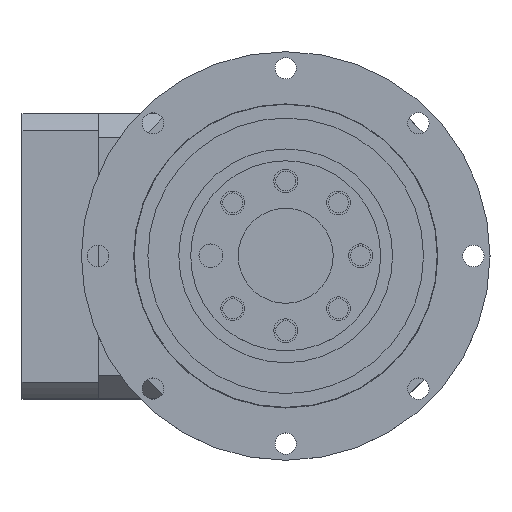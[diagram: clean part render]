
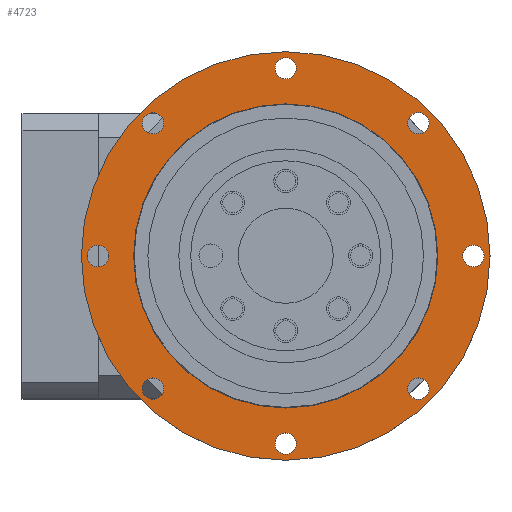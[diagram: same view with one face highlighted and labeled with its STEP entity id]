
A CAD part, top view. The second image highlights one B-rep face of the part: STEP entity #4723.
In plain terms, the highlighted planar face has unit normal (0, 0, 1).
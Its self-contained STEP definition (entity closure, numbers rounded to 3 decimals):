
#270=CARTESIAN_POINT('',(55.5,0.,73.5));
#271=DIRECTION('',(0.,0.,1.));
#272=DIRECTION('',(0.,-1.,0.));
#273=AXIS2_PLACEMENT_3D('',#270,#271,#272);
#280=CARTESIAN_POINT('',(55.5,0.,73.5));
#281=DIRECTION('',(0.,0.,-1.));
#282=DIRECTION('',(0.,-1.,0.));
#283=AXIS2_PLACEMENT_3D('',#280,#281,#282);
#285=CARTESIAN_POINT('',(55.5,0.,73.5));
#286=DIRECTION('',(0.,0.,-1.));
#287=DIRECTION('',(0.,1.,0.));
#288=AXIS2_PLACEMENT_3D('',#285,#286,#287);
#290=CARTESIAN_POINT('',(27.569,-27.931,73.5));
#291=DIRECTION('',(0.,0.,1.));
#292=DIRECTION('',(0.,1.,0.));
#293=AXIS2_PLACEMENT_3D('',#290,#291,#292);
#295=CARTESIAN_POINT('',(27.569,-27.931,73.5));
#296=DIRECTION('',(0.,0.,1.));
#297=DIRECTION('',(0.,-1.,0.));
#298=AXIS2_PLACEMENT_3D('',#295,#296,#297);
#300=CARTESIAN_POINT('',(16.,0.,73.5));
#301=DIRECTION('',(0.,0.,1.));
#302=DIRECTION('',(0.,1.,0.));
#303=AXIS2_PLACEMENT_3D('',#300,#301,#302);
#305=CARTESIAN_POINT('',(16.,0.,73.5));
#306=DIRECTION('',(0.,0.,1.));
#307=DIRECTION('',(0.,-1.,0.));
#308=AXIS2_PLACEMENT_3D('',#305,#306,#307);
#310=CARTESIAN_POINT('',(27.569,27.931,73.5));
#311=DIRECTION('',(0.,0.,1.));
#312=DIRECTION('',(0.,1.,0.));
#313=AXIS2_PLACEMENT_3D('',#310,#311,#312);
#315=CARTESIAN_POINT('',(27.569,27.931,73.5));
#316=DIRECTION('',(0.,0.,1.));
#317=DIRECTION('',(0.,-1.,0.));
#318=AXIS2_PLACEMENT_3D('',#315,#316,#317);
#320=CARTESIAN_POINT('',(55.5,39.5,73.5));
#321=DIRECTION('',(0.,0.,1.));
#322=DIRECTION('',(0.,1.,0.));
#323=AXIS2_PLACEMENT_3D('',#320,#321,#322);
#325=CARTESIAN_POINT('',(55.5,39.5,73.5));
#326=DIRECTION('',(0.,0.,1.));
#327=DIRECTION('',(0.,-1.,0.));
#328=AXIS2_PLACEMENT_3D('',#325,#326,#327);
#330=CARTESIAN_POINT('',(83.431,27.931,73.5));
#331=DIRECTION('',(0.,0.,1.));
#332=DIRECTION('',(0.,1.,0.));
#333=AXIS2_PLACEMENT_3D('',#330,#331,#332);
#335=CARTESIAN_POINT('',(83.431,27.931,73.5));
#336=DIRECTION('',(0.,0.,1.));
#337=DIRECTION('',(0.,-1.,0.));
#338=AXIS2_PLACEMENT_3D('',#335,#336,#337);
#340=CARTESIAN_POINT('',(95.,0.,73.5));
#341=DIRECTION('',(0.,0.,1.));
#342=DIRECTION('',(0.,1.,0.));
#343=AXIS2_PLACEMENT_3D('',#340,#341,#342);
#345=CARTESIAN_POINT('',(95.,0.,73.5));
#346=DIRECTION('',(0.,0.,1.));
#347=DIRECTION('',(0.,-1.,0.));
#348=AXIS2_PLACEMENT_3D('',#345,#346,#347);
#350=CARTESIAN_POINT('',(83.431,-27.931,73.5));
#351=DIRECTION('',(0.,0.,1.));
#352=DIRECTION('',(0.,1.,0.));
#353=AXIS2_PLACEMENT_3D('',#350,#351,#352);
#355=CARTESIAN_POINT('',(83.431,-27.931,73.5));
#356=DIRECTION('',(0.,0.,1.));
#357=DIRECTION('',(0.,-1.,0.));
#358=AXIS2_PLACEMENT_3D('',#355,#356,#357);
#360=CARTESIAN_POINT('',(55.5,-39.5,73.5));
#361=DIRECTION('',(0.,0.,1.));
#362=DIRECTION('',(0.,1.,0.));
#363=AXIS2_PLACEMENT_3D('',#360,#361,#362);
#365=CARTESIAN_POINT('',(55.5,-39.5,73.5));
#366=DIRECTION('',(0.,0.,1.));
#367=DIRECTION('',(0.,-1.,0.));
#368=AXIS2_PLACEMENT_3D('',#365,#366,#367);
#3136=CARTESIAN_POINT('',(55.5,0.,73.5));
#3137=DIRECTION('',(0.,0.,1.));
#3138=DIRECTION('',(0.,1.,0.));
#3139=AXIS2_PLACEMENT_3D('',#3136,#3137,#3138);
#4022=CARTESIAN_POINT('',(55.5,-43.,73.5));
#4023=CARTESIAN_POINT('',(55.5,43.,73.5));
#4024=VERTEX_POINT('',#4022);
#4025=VERTEX_POINT('',#4023);
#4034=CARTESIAN_POINT('',(27.569,-25.681,73.5));
#4035=CARTESIAN_POINT('',(27.569,-30.181,73.5));
#4036=VERTEX_POINT('',#4034);
#4037=VERTEX_POINT('',#4035);
#4038=CARTESIAN_POINT('',(16.,2.25,73.5));
#4039=CARTESIAN_POINT('',(16.,-2.25,73.5));
#4040=VERTEX_POINT('',#4038);
#4041=VERTEX_POINT('',#4039);
#4042=CARTESIAN_POINT('',(27.569,30.181,73.5));
#4043=CARTESIAN_POINT('',(27.569,25.681,73.5));
#4044=VERTEX_POINT('',#4042);
#4045=VERTEX_POINT('',#4043);
#4046=CARTESIAN_POINT('',(55.5,41.75,73.5));
#4047=CARTESIAN_POINT('',(55.5,37.25,73.5));
#4048=VERTEX_POINT('',#4046);
#4049=VERTEX_POINT('',#4047);
#4050=CARTESIAN_POINT('',(83.431,30.181,73.5));
#4051=CARTESIAN_POINT('',(83.431,25.681,73.5));
#4052=VERTEX_POINT('',#4050);
#4053=VERTEX_POINT('',#4051);
#4054=CARTESIAN_POINT('',(95.,2.25,73.5));
#4055=CARTESIAN_POINT('',(95.,-2.25,73.5));
#4056=VERTEX_POINT('',#4054);
#4057=VERTEX_POINT('',#4055);
#4058=CARTESIAN_POINT('',(83.431,-25.681,73.5));
#4059=CARTESIAN_POINT('',(83.431,-30.181,73.5));
#4060=VERTEX_POINT('',#4058);
#4061=VERTEX_POINT('',#4059);
#4062=CARTESIAN_POINT('',(55.5,-37.25,73.5));
#4063=CARTESIAN_POINT('',(55.5,-41.75,73.5));
#4064=VERTEX_POINT('',#4062);
#4065=VERTEX_POINT('',#4063);
#4146=CARTESIAN_POINT('',(55.5,-32.,73.5));
#4147=CARTESIAN_POINT('',(55.5,32.,73.5));
#4148=VERTEX_POINT('',#4146);
#4149=VERTEX_POINT('',#4147);
#4659=CARTESIAN_POINT('',(55.5,0.,73.5));
#4660=DIRECTION('',(0.,0.,-1.));
#4661=DIRECTION('',(0.,-1.,0.));
#4662=AXIS2_PLACEMENT_3D('',#4659,#4660,#4661);
#4663=PLANE('',#4662);
#4665=ORIENTED_EDGE('',*,*,#4664,.T.);
#4667=ORIENTED_EDGE('',*,*,#4666,.T.);
#4668=EDGE_LOOP('',(#4665,#4667));
#4669=FACE_OUTER_BOUND('',#4668,.F.);
#4670=ORIENTED_EDGE('',*,*,#4642,.T.);
#4672=ORIENTED_EDGE('',*,*,#4671,.T.);
#4673=EDGE_LOOP('',(#4670,#4672));
#4674=FACE_BOUND('',#4673,.F.);
#4676=ORIENTED_EDGE('',*,*,#4675,.T.);
#4678=ORIENTED_EDGE('',*,*,#4677,.T.);
#4679=EDGE_LOOP('',(#4676,#4678));
#4680=FACE_BOUND('',#4679,.F.);
#4682=ORIENTED_EDGE('',*,*,#4681,.T.);
#4684=ORIENTED_EDGE('',*,*,#4683,.T.);
#4685=EDGE_LOOP('',(#4682,#4684));
#4686=FACE_BOUND('',#4685,.F.);
#4688=ORIENTED_EDGE('',*,*,#4687,.T.);
#4690=ORIENTED_EDGE('',*,*,#4689,.T.);
#4691=EDGE_LOOP('',(#4688,#4690));
#4692=FACE_BOUND('',#4691,.F.);
#4694=ORIENTED_EDGE('',*,*,#4693,.T.);
#4696=ORIENTED_EDGE('',*,*,#4695,.T.);
#4697=EDGE_LOOP('',(#4694,#4696));
#4698=FACE_BOUND('',#4697,.F.);
#4700=ORIENTED_EDGE('',*,*,#4699,.T.);
#4702=ORIENTED_EDGE('',*,*,#4701,.T.);
#4703=EDGE_LOOP('',(#4700,#4702));
#4704=FACE_BOUND('',#4703,.F.);
#4706=ORIENTED_EDGE('',*,*,#4705,.T.);
#4708=ORIENTED_EDGE('',*,*,#4707,.T.);
#4709=EDGE_LOOP('',(#4706,#4708));
#4710=FACE_BOUND('',#4709,.F.);
#4712=ORIENTED_EDGE('',*,*,#4711,.T.);
#4714=ORIENTED_EDGE('',*,*,#4713,.T.);
#4715=EDGE_LOOP('',(#4712,#4714));
#4716=FACE_BOUND('',#4715,.F.);
#4718=ORIENTED_EDGE('',*,*,#4717,.T.);
#4720=ORIENTED_EDGE('',*,*,#4719,.T.);
#4721=EDGE_LOOP('',(#4718,#4720));
#4722=FACE_BOUND('',#4721,.F.);
#274=CIRCLE('',#273,32.);
#284=CIRCLE('',#283,43.);
#289=CIRCLE('',#288,43.);
#294=CIRCLE('',#293,2.25);
#299=CIRCLE('',#298,2.25);
#304=CIRCLE('',#303,2.25);
#309=CIRCLE('',#308,2.25);
#314=CIRCLE('',#313,2.25);
#319=CIRCLE('',#318,2.25);
#324=CIRCLE('',#323,2.25);
#329=CIRCLE('',#328,2.25);
#334=CIRCLE('',#333,2.25);
#339=CIRCLE('',#338,2.25);
#344=CIRCLE('',#343,2.25);
#349=CIRCLE('',#348,2.25);
#354=CIRCLE('',#353,2.25);
#359=CIRCLE('',#358,2.25);
#364=CIRCLE('',#363,2.25);
#369=CIRCLE('',#368,2.25);
#3140=CIRCLE('',#3139,32.);
#4642=EDGE_CURVE('',#4148,#4149,#274,.T.);
#4664=EDGE_CURVE('',#4024,#4025,#284,.T.);
#4666=EDGE_CURVE('',#4025,#4024,#289,.T.);
#4671=EDGE_CURVE('',#4149,#4148,#3140,.T.);
#4675=EDGE_CURVE('',#4036,#4037,#294,.T.);
#4677=EDGE_CURVE('',#4037,#4036,#299,.T.);
#4681=EDGE_CURVE('',#4040,#4041,#304,.T.);
#4683=EDGE_CURVE('',#4041,#4040,#309,.T.);
#4687=EDGE_CURVE('',#4044,#4045,#314,.T.);
#4689=EDGE_CURVE('',#4045,#4044,#319,.T.);
#4693=EDGE_CURVE('',#4048,#4049,#324,.T.);
#4695=EDGE_CURVE('',#4049,#4048,#329,.T.);
#4699=EDGE_CURVE('',#4052,#4053,#334,.T.);
#4701=EDGE_CURVE('',#4053,#4052,#339,.T.);
#4705=EDGE_CURVE('',#4056,#4057,#344,.T.);
#4707=EDGE_CURVE('',#4057,#4056,#349,.T.);
#4711=EDGE_CURVE('',#4060,#4061,#354,.T.);
#4713=EDGE_CURVE('',#4061,#4060,#359,.T.);
#4717=EDGE_CURVE('',#4064,#4065,#364,.T.);
#4719=EDGE_CURVE('',#4065,#4064,#369,.T.);
#4723=ADVANCED_FACE('',(#4669,#4674,#4680,#4686,#4692,#4698,#4704,#4710,#4716,
#4722),#4663,.F.);
